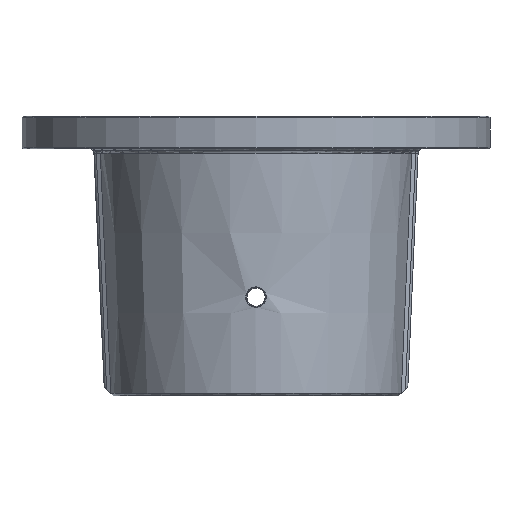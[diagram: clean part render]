
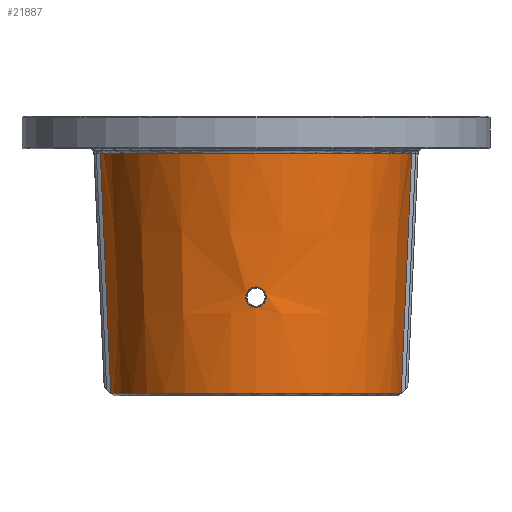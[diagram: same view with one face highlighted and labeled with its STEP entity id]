
A CAD part, left-side view. The second image highlights one B-rep face of the part: STEP entity #21887.
In plain terms, the highlighted conical face has half-angle 2.5 degrees and reference radius 73.546 mm.
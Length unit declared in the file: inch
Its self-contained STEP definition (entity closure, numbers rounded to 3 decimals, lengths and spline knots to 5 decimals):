
#206=CARTESIAN_POINT('',(-2.86868,0.19854,
-3.5006));
#207=CARTESIAN_POINT('',(-2.86951,0.19854,
-3.48171));
#208=CARTESIAN_POINT('',(-2.87146,0.19336,
-3.44534));
#209=CARTESIAN_POINT('',(-2.87531,0.1697,
-3.39255));
#210=CARTESIAN_POINT('',(-2.87928,0.13134,
-3.34884));
#211=CARTESIAN_POINT('',(-2.8824,0.08441,
-3.31875));
#212=CARTESIAN_POINT('',(-2.88425,0.02877,
-3.30222));
#213=CARTESIAN_POINT('',(-2.88425,-0.0288,
-3.30219));
#214=CARTESIAN_POINT('',(-2.88239,-0.08447,
-3.31887));
#215=CARTESIAN_POINT('',(-2.87935,-0.13039,
-3.3481));
#216=CARTESIAN_POINT('',(-2.87537,-0.16928,
-3.39185));
#217=CARTESIAN_POINT('',(-2.87151,-0.19315,
-3.44452));
#218=CARTESIAN_POINT('',(-2.86952,-0.19854,
-3.48138));
#219=CARTESIAN_POINT('',(-2.86868,-0.19854,
-3.5006));
#221=CARTESIAN_POINT('',(-2.86868,-0.19854,
-3.5006));
#222=CARTESIAN_POINT('',(-2.86784,-0.19854,
-3.51978));
#223=CARTESIAN_POINT('',(-2.8666,-0.19318,
-3.55656));
#224=CARTESIAN_POINT('',(-2.86586,-0.16899,
-3.60983));
#225=CARTESIAN_POINT('',(-2.86603,-0.13021,
-3.65283));
#226=CARTESIAN_POINT('',(-2.86647,-0.08826,
-3.68008));
#227=CARTESIAN_POINT('',(-2.8669,-0.03463,-3.69806));
#228=CARTESIAN_POINT('',(-2.86695,0.0248,
-3.69962));
#229=CARTESIAN_POINT('',(-2.86654,0.08168,
-3.68362));
#230=CARTESIAN_POINT('',(-2.86604,0.12905,
-3.65426));
#231=CARTESIAN_POINT('',(-2.86585,0.16856,
-3.61045));
#232=CARTESIAN_POINT('',(-2.86658,0.19297,
-3.5574));
#233=CARTESIAN_POINT('',(-2.86783,0.19853,
-3.52009));
#234=CARTESIAN_POINT('',(-2.86868,0.19854,
-3.5006));
#236=CARTESIAN_POINT('',(0.,0.,-5.35283));
#237=DIRECTION('',(0.,0.,1.));
#238=DIRECTION('',(-0.044,0.999,0.));
#239=AXIS2_PLACEMENT_3D('',#236,#237,#238);
#241=CARTESIAN_POINT('',(-0.12269,2.9938,
-0.73438));
#242=CARTESIAN_POINT('',(-0.1227,2.9712,
-1.25164));
#243=CARTESIAN_POINT('',(-0.12273,2.92611,
-2.28343));
#244=CARTESIAN_POINT('',(-0.12276,2.85883,
-3.82299));
#245=CARTESIAN_POINT('',(-0.12279,2.81422,
-4.8438));
#246=CARTESIAN_POINT('',(-0.1228,2.79197,
-5.35283));
#248=CARTESIAN_POINT('',(-0.12272,2.99388,
-0.73259));
#249=CARTESIAN_POINT('',(-0.12272,2.99387,
-0.73279));
#250=CARTESIAN_POINT('',(-0.12271,2.99385,
-0.73319));
#251=CARTESIAN_POINT('',(-0.1227,2.99383,
-0.73378));
#252=CARTESIAN_POINT('',(-0.12269,2.99381,
-0.73418));
#253=CARTESIAN_POINT('',(-0.12269,2.9938,
-0.73438));
#255=CARTESIAN_POINT('',(0.,0.,-0.73259));
#256=DIRECTION('',(0.,0.,-1.));
#257=DIRECTION('',(-0.041,-0.999,0.));
#258=AXIS2_PLACEMENT_3D('',#255,#256,#257);
#260=CARTESIAN_POINT('',(-0.12269,-2.9938,
-0.73438));
#261=CARTESIAN_POINT('',(-0.12269,-2.99381,
-0.73418));
#262=CARTESIAN_POINT('',(-0.1227,-2.99383,
-0.73378));
#263=CARTESIAN_POINT('',(-0.12271,-2.99385,
-0.73319));
#264=CARTESIAN_POINT('',(-0.12272,-2.99387,
-0.73279));
#265=CARTESIAN_POINT('',(-0.12272,-2.99388,
-0.73259));
#267=CARTESIAN_POINT('',(-0.1228,-2.79197,
-5.35283));
#268=CARTESIAN_POINT('',(-0.12279,-2.81422,
-4.8438));
#269=CARTESIAN_POINT('',(-0.12276,-2.85883,
-3.82299));
#270=CARTESIAN_POINT('',(-0.12273,-2.92611,
-2.28342));
#271=CARTESIAN_POINT('',(-0.1227,-2.9712,
-1.25164));
#272=CARTESIAN_POINT('',(-0.12269,-2.9938,
-0.73438));
#6395=CARTESIAN_POINT('',(-0.1228,-2.79197,
-5.35283));
#6405=CARTESIAN_POINT('',(-0.12269,-2.9938,
-0.73438));
#6413=CARTESIAN_POINT('',(-0.12272,-2.99388,
-0.73259));
#6426=CARTESIAN_POINT('',(-0.12272,2.99388,
-0.73259));
#6432=CARTESIAN_POINT('',(-0.1228,2.79197,
-5.35283));
#19876=VERTEX_POINT('',#6413);
#21108=VERTEX_POINT('',#6426);
#21116=VERTEX_POINT('',#206);
#21117=VERTEX_POINT('',#219);
#21168=VERTEX_POINT('',#253);
#21172=VERTEX_POINT('',#6405);
#21239=VERTEX_POINT('',#6432);
#21244=VERTEX_POINT('',#6395);
#21862=CARTESIAN_POINT('',(0.,0.,-3.04271));
#21863=DIRECTION('',(0.,0.,1.));
#21864=DIRECTION('',(1.,0.,0.));
#21865=AXIS2_PLACEMENT_3D('',#21862,#21863,#21864);
#21866=CONICAL_SURFACE('',#21865,2.89553,2.5);
#21868=ORIENTED_EDGE('',*,*,#21867,.F.);
#21870=ORIENTED_EDGE('',*,*,#21869,.F.);
#21872=ORIENTED_EDGE('',*,*,#21871,.F.);
#21874=ORIENTED_EDGE('',*,*,#21873,.F.);
#21876=ORIENTED_EDGE('',*,*,#21875,.F.);
#21878=ORIENTED_EDGE('',*,*,#21877,.F.);
#21879=EDGE_LOOP('',(#21868,#21870,#21872,#21874,#21876,#21878));
#21880=FACE_OUTER_BOUND('',#21879,.F.);
#21882=ORIENTED_EDGE('',*,*,#21881,.F.);
#21884=ORIENTED_EDGE('',*,*,#21883,.F.);
#21885=EDGE_LOOP('',(#21882,#21884));
#21886=FACE_BOUND('',#21885,.F.);
#21887=ADVANCED_FACE('',(#21880,#21886),#21866,.T.);
#220=B_SPLINE_CURVE_WITH_KNOTS('',3,(#206,#207,#208,#209,#210,#211,#212,#213,
#214,#215,#216,#217,#218,#219),.UNSPECIFIED.,.F.,.F.,(4,1,1,1,1,1,1,1,1,1,1,4),(
0.,0.09091,0.18182,0.27273,0.36364,
0.45455,0.54545,0.63636,0.72727,
0.81818,0.90909,1.),.UNSPECIFIED.);
#235=B_SPLINE_CURVE_WITH_KNOTS('',3,(#221,#222,#223,#224,#225,#226,#227,#228,
#229,#230,#231,#232,#233,#234),.UNSPECIFIED.,.F.,.F.,(4,1,1,1,1,1,1,1,1,1,1,4),(
0.,0.09091,0.18182,0.27273,0.36364,
0.45455,0.54545,0.63636,0.72727,
0.81818,0.90909,1.),.UNSPECIFIED.);
#240=CIRCLE('',#239,2.79467);
#247=B_SPLINE_CURVE_WITH_KNOTS('',3,(#241,#242,#243,#244,#245,#246),
.UNSPECIFIED.,.F.,.F.,(4,1,1,4),(0.,0.33333,0.66667,1.),
.UNSPECIFIED.);
#254=B_SPLINE_CURVE_WITH_KNOTS('',3,(#248,#249,#250,#251,#252,#253),
.UNSPECIFIED.,.F.,.F.,(4,1,1,4),(0.,0.33333,0.66667,1.),
.UNSPECIFIED.);
#259=CIRCLE('',#258,2.99639);
#266=B_SPLINE_CURVE_WITH_KNOTS('',3,(#260,#261,#262,#263,#264,#265),
.UNSPECIFIED.,.F.,.F.,(4,1,1,4),(0.,0.33333,0.66667,1.),
.UNSPECIFIED.);
#273=B_SPLINE_CURVE_WITH_KNOTS('',3,(#267,#268,#269,#270,#271,#272),
.UNSPECIFIED.,.F.,.F.,(4,1,1,4),(0.,0.33333,0.66667,1.),
.UNSPECIFIED.);
#21867=EDGE_CURVE('',#21239,#21244,#240,.T.);
#21869=EDGE_CURVE('',#21168,#21239,#247,.T.);
#21871=EDGE_CURVE('',#21108,#21168,#254,.T.);
#21873=EDGE_CURVE('',#19876,#21108,#259,.T.);
#21875=EDGE_CURVE('',#21172,#19876,#266,.T.);
#21877=EDGE_CURVE('',#21244,#21172,#273,.T.);
#21881=EDGE_CURVE('',#21116,#21117,#220,.T.);
#21883=EDGE_CURVE('',#21117,#21116,#235,.T.);
